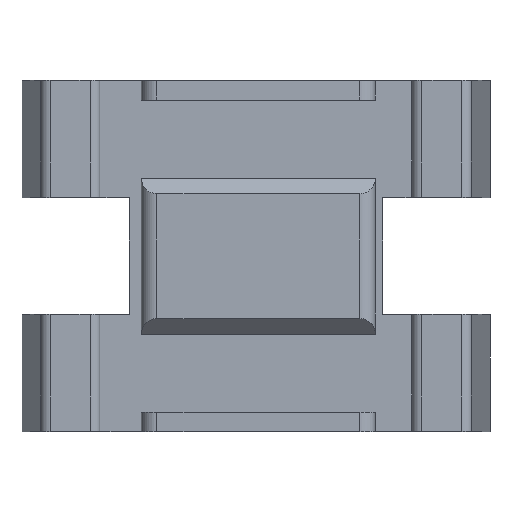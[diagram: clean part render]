
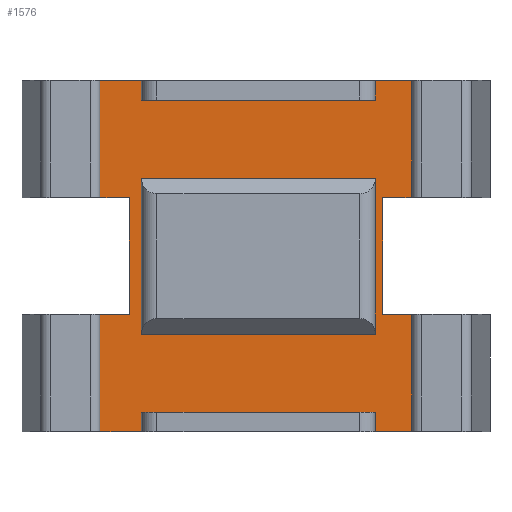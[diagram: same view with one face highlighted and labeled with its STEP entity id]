
A CAD part, top view. The second image highlights one B-rep face of the part: STEP entity #1576.
In plain terms, the highlighted planar face has unit normal (0, 0, 1).
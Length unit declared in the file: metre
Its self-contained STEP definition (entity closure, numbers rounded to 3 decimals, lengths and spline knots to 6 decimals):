
#168=ORIENTED_EDGE('',*,*,#640,.T.);
#169=ORIENTED_EDGE('',*,*,#641,.T.);
#170=ORIENTED_EDGE('',*,*,#642,.F.);
#171=ORIENTED_EDGE('',*,*,#643,.F.);
#172=ORIENTED_EDGE('',*,*,#644,.T.);
#173=ORIENTED_EDGE('',*,*,#645,.T.);
#174=ORIENTED_EDGE('',*,*,#646,.F.);
#175=ORIENTED_EDGE('',*,*,#647,.F.);
#176=ORIENTED_EDGE('',*,*,#648,.F.);
#177=ORIENTED_EDGE('',*,*,#649,.T.);
#178=ORIENTED_EDGE('',*,*,#650,.F.);
#179=ORIENTED_EDGE('',*,*,#651,.T.);
#180=ORIENTED_EDGE('',*,*,#652,.T.);
#181=ORIENTED_EDGE('',*,*,#653,.T.);
#182=ORIENTED_EDGE('',*,*,#608,.F.);
#183=ORIENTED_EDGE('',*,*,#654,.T.);
#184=ORIENTED_EDGE('',*,*,#655,.T.);
#185=ORIENTED_EDGE('',*,*,#656,.F.);
#186=ORIENTED_EDGE('',*,*,#657,.T.);
#187=ORIENTED_EDGE('',*,*,#658,.T.);
#188=ORIENTED_EDGE('',*,*,#659,.T.);
#189=ORIENTED_EDGE('',*,*,#660,.T.);
#190=ORIENTED_EDGE('',*,*,#661,.F.);
#191=ORIENTED_EDGE('',*,*,#662,.F.);
#608=EDGE_CURVE('',#847,#848,#1003,.T.);
#640=EDGE_CURVE('',#872,#873,#1028,.T.);
#641=EDGE_CURVE('',#873,#874,#1029,.T.);
#642=EDGE_CURVE('',#875,#874,#1030,.T.);
#643=EDGE_CURVE('',#872,#875,#1031,.T.);
#644=EDGE_CURVE('',#876,#877,#1032,.T.);
#645=EDGE_CURVE('',#877,#878,#1033,.T.);
#646=EDGE_CURVE('',#879,#878,#1034,.T.);
#647=EDGE_CURVE('',#880,#879,#1035,.T.);
#648=EDGE_CURVE('',#881,#880,#1036,.T.);
#649=EDGE_CURVE('',#881,#882,#1037,.T.);
#650=EDGE_CURVE('',#883,#882,#1038,.T.);
#651=EDGE_CURVE('',#883,#884,#1039,.F.);
#652=EDGE_CURVE('',#884,#885,#1040,.T.);
#653=EDGE_CURVE('',#885,#848,#1041,.T.);
#654=EDGE_CURVE('',#847,#886,#1042,.F.);
#655=EDGE_CURVE('',#886,#887,#1043,.T.);
#656=EDGE_CURVE('',#888,#887,#1044,.T.);
#657=EDGE_CURVE('',#888,#889,#1045,.T.);
#658=EDGE_CURVE('',#889,#890,#1046,.T.);
#659=EDGE_CURVE('',#890,#891,#1047,.T.);
#660=EDGE_CURVE('',#891,#892,#1048,.T.);
#661=EDGE_CURVE('',#893,#892,#1049,.T.);
#662=EDGE_CURVE('',#876,#893,#1050,.T.);
#847=VERTEX_POINT('',#2327);
#848=VERTEX_POINT('',#2329);
#872=VERTEX_POINT('',#2394);
#873=VERTEX_POINT('',#2395);
#874=VERTEX_POINT('',#2397);
#875=VERTEX_POINT('',#2399);
#876=VERTEX_POINT('',#2402);
#877=VERTEX_POINT('',#2403);
#878=VERTEX_POINT('',#2405);
#879=VERTEX_POINT('',#2407);
#880=VERTEX_POINT('',#2409);
#881=VERTEX_POINT('',#2411);
#882=VERTEX_POINT('',#2413);
#883=VERTEX_POINT('',#2415);
#884=VERTEX_POINT('',#2417);
#885=VERTEX_POINT('',#2419);
#886=VERTEX_POINT('',#2422);
#887=VERTEX_POINT('',#2424);
#888=VERTEX_POINT('',#2426);
#889=VERTEX_POINT('',#2428);
#890=VERTEX_POINT('',#2430);
#891=VERTEX_POINT('',#2432);
#892=VERTEX_POINT('',#2434);
#893=VERTEX_POINT('',#2436);
#1003=LINE('',#2328,#1183);
#1028=LINE('',#2393,#1208);
#1029=LINE('',#2396,#1209);
#1030=LINE('',#2398,#1210);
#1031=LINE('',#2400,#1211);
#1032=LINE('',#2401,#1212);
#1033=LINE('',#2404,#1213);
#1034=LINE('',#2406,#1214);
#1035=LINE('',#2408,#1215);
#1036=LINE('',#2410,#1216);
#1037=LINE('',#2412,#1217);
#1038=LINE('',#2414,#1218);
#1039=LINE('',#2416,#1219);
#1040=LINE('',#2418,#1220);
#1041=LINE('',#2420,#1221);
#1042=LINE('',#2421,#1222);
#1043=LINE('',#2423,#1223);
#1044=LINE('',#2425,#1224);
#1045=LINE('',#2427,#1225);
#1046=LINE('',#2429,#1226);
#1047=LINE('',#2431,#1227);
#1048=LINE('',#2433,#1228);
#1049=LINE('',#2435,#1229);
#1050=LINE('',#2437,#1230);
#1183=VECTOR('',#1845,1.);
#1208=VECTOR('',#1902,1.);
#1209=VECTOR('',#1903,1.);
#1210=VECTOR('',#1904,1.);
#1211=VECTOR('',#1905,1.);
#1212=VECTOR('',#1906,1.);
#1213=VECTOR('',#1907,1.);
#1214=VECTOR('',#1908,1.);
#1215=VECTOR('',#1909,1.);
#1216=VECTOR('',#1910,1.);
#1217=VECTOR('',#1911,1.);
#1218=VECTOR('',#1912,1.);
#1219=VECTOR('',#1913,1.);
#1220=VECTOR('',#1914,1.);
#1221=VECTOR('',#1915,1.);
#1222=VECTOR('',#1916,1.);
#1223=VECTOR('',#1917,1.);
#1224=VECTOR('',#1918,1.);
#1225=VECTOR('',#1919,1.);
#1226=VECTOR('',#1920,1.);
#1227=VECTOR('',#1921,1.);
#1228=VECTOR('',#1922,1.);
#1229=VECTOR('',#1923,1.);
#1230=VECTOR('',#1924,1.);
#1355=EDGE_LOOP('',(#168,#169,#170,#171));
#1356=EDGE_LOOP('',(#172,#173,#174,#175,#176,#177,#178,#179,#180,#181,#182,
#183,#184,#185,#186,#187,#188,#189,#190,#191));
#1439=FACE_BOUND('',#1355,.T.);
#1440=FACE_BOUND('',#1356,.T.);
#1520=PLANE('',#1684);
#1576=ADVANCED_FACE('',(#1439,#1440),#1520,.T.);
#1684=AXIS2_PLACEMENT_3D('',#2392,#1900,#1901);
#1845=DIRECTION('',(1.,0.,0.));
#1900=DIRECTION('',(0.,0.,1.));
#1901=DIRECTION('',(1.,0.,0.));
#1902=DIRECTION('',(0.,1.,0.));
#1903=DIRECTION('',(1.,0.,0.));
#1904=DIRECTION('',(0.,1.,0.));
#1905=DIRECTION('',(1.,0.,0.));
#1906=DIRECTION('',(1.,0.,0.));
#1907=DIRECTION('',(0.,1.,0.));
#1908=DIRECTION('',(1.,0.,0.));
#1909=DIRECTION('',(0.,1.,0.));
#1910=DIRECTION('',(1.,0.,0.));
#1911=DIRECTION('',(0.,1.,0.));
#1912=DIRECTION('',(1.,0.,0.));
#1913=DIRECTION('',(0.,1.,0.));
#1914=DIRECTION('',(1.,0.,0.));
#1915=DIRECTION('',(0.,-1.,0.));
#1916=DIRECTION('',(0.,1.,0.));
#1917=DIRECTION('',(1.,0.,0.));
#1918=DIRECTION('',(0.,-1.,0.));
#1919=DIRECTION('',(1.,0.,0.));
#1920=DIRECTION('',(0.,-1.,0.));
#1921=DIRECTION('',(1.,0.,0.));
#1922=DIRECTION('',(0.,1.,0.));
#1923=DIRECTION('',(1.,0.,0.));
#1924=DIRECTION('',(0.,-1.,0.));
#2327=CARTESIAN_POINT('',(-0.010192,-0.004244,-0.0188));
#2328=CARTESIAN_POINT('',(0.006917,-0.004244,-0.0188));
#2329=CARTESIAN_POINT('',(-0.007392,-0.004244,-0.0188));
#2392=CARTESIAN_POINT('',(0.006917,-0.010244,-0.0188));
#2393=CARTESIAN_POINT('',(-0.006774,-0.005244,-0.0188));
#2394=CARTESIAN_POINT('',(-0.006774,-0.005244,-0.0188));
#2395=CARTESIAN_POINT('',(-0.006774,0.002756,-0.0188));
#2396=CARTESIAN_POINT('',(-0.000774,0.002756,-0.0188));
#2397=CARTESIAN_POINT('',(0.005226,0.002756,-0.0188));
#2398=CARTESIAN_POINT('',(0.005226,-0.005244,-0.0188));
#2399=CARTESIAN_POINT('',(0.005226,-0.005244,-0.0188));
#2400=CARTESIAN_POINT('',(-0.000774,-0.005244,-0.0188));
#2401=CARTESIAN_POINT('',(0.006917,0.001756,-0.0188));
#2402=CARTESIAN_POINT('',(0.005608,0.001756,-0.0188));
#2403=CARTESIAN_POINT('',(0.008408,0.001756,-0.0188));
#2404=CARTESIAN_POINT('',(0.008408,0.007756,-0.0188));
#2405=CARTESIAN_POINT('',(0.008408,0.007756,-0.0188));
#2406=CARTESIAN_POINT('',(0.006917,0.007756,-0.0188));
#2407=CARTESIAN_POINT('',(0.005226,0.007756,-0.0188));
#2408=CARTESIAN_POINT('',(0.005226,0.006756,-0.0188));
#2409=CARTESIAN_POINT('',(0.005226,0.006756,-0.0188));
#2410=CARTESIAN_POINT('',(-0.000774,0.006756,-0.0188));
#2411=CARTESIAN_POINT('',(-0.006774,0.006756,-0.0188));
#2412=CARTESIAN_POINT('',(-0.006774,0.006756,-0.0188));
#2413=CARTESIAN_POINT('',(-0.006774,0.007756,-0.0188));
#2414=CARTESIAN_POINT('',(0.006917,0.007756,-0.0188));
#2415=CARTESIAN_POINT('',(-0.010192,0.007756,-0.0188));
#2416=CARTESIAN_POINT('',(-0.010192,-0.010244,-0.0188));
#2417=CARTESIAN_POINT('',(-0.010192,0.001756,-0.0188));
#2418=CARTESIAN_POINT('',(0.006917,0.001756,-0.0188));
#2419=CARTESIAN_POINT('',(-0.007392,0.001756,-0.0188));
#2420=CARTESIAN_POINT('',(-0.007392,0.001758,-0.0188));
#2421=CARTESIAN_POINT('',(-0.010192,-0.010244,-0.0188));
#2422=CARTESIAN_POINT('',(-0.010192,-0.010244,-0.0188));
#2423=CARTESIAN_POINT('',(0.006917,-0.010244,-0.0188));
#2424=CARTESIAN_POINT('',(-0.006774,-0.010244,-0.0188));
#2425=CARTESIAN_POINT('',(-0.006774,-0.009244,-0.0188));
#2426=CARTESIAN_POINT('',(-0.006774,-0.009244,-0.0188));
#2427=CARTESIAN_POINT('',(-0.000774,-0.009244,-0.0188));
#2428=CARTESIAN_POINT('',(0.005226,-0.009244,-0.0188));
#2429=CARTESIAN_POINT('',(0.005226,-0.009244,-0.0188));
#2430=CARTESIAN_POINT('',(0.005226,-0.010244,-0.0188));
#2431=CARTESIAN_POINT('',(0.006917,-0.010244,-0.0188));
#2432=CARTESIAN_POINT('',(0.008408,-0.010244,-0.0188));
#2433=CARTESIAN_POINT('',(0.008408,-0.004244,-0.0188));
#2434=CARTESIAN_POINT('',(0.008408,-0.004244,-0.0188));
#2435=CARTESIAN_POINT('',(0.006917,-0.004244,-0.0188));
#2436=CARTESIAN_POINT('',(0.005608,-0.004244,-0.0188));
#2437=CARTESIAN_POINT('',(0.005608,0.001758,-0.0188));
